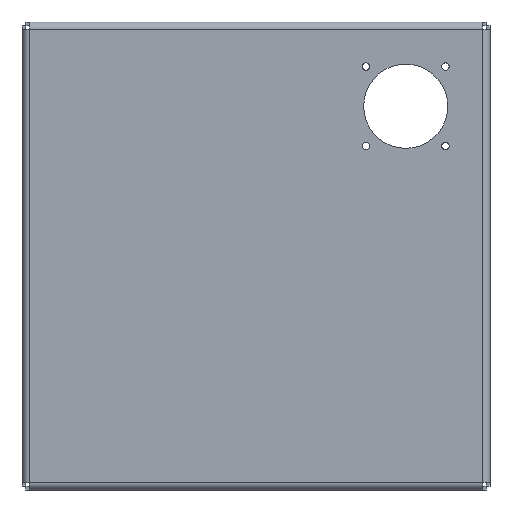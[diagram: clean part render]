
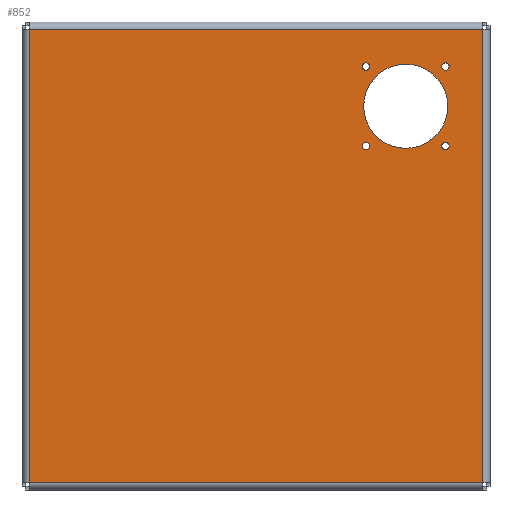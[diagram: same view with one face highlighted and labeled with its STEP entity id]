
A CAD part, front view. The second image highlights one B-rep face of the part: STEP entity #852.
In plain terms, the highlighted planar face has unit normal (0, -1, 0).
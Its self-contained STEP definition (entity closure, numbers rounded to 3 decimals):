
#15=FACE_BOUND('',#164,.T.);
#16=FACE_BOUND('',#165,.T.);
#17=FACE_BOUND('',#166,.T.);
#18=FACE_BOUND('',#167,.T.);
#19=FACE_BOUND('',#168,.T.);
#61=PLANE('',#943);
#112=FACE_OUTER_BOUND('',#163,.T.);
#163=EDGE_LOOP('',(#772,#773,#774,#775));
#164=EDGE_LOOP('',(#776));
#165=EDGE_LOOP('',(#777));
#166=EDGE_LOOP('',(#778));
#167=EDGE_LOOP('',(#779));
#168=EDGE_LOOP('',(#780));
#201=LINE('',#1272,#290);
#222=LINE('',#1322,#311);
#243=LINE('',#1372,#332);
#263=LINE('',#1419,#352);
#290=VECTOR('',#1031,10.);
#311=VECTOR('',#1082,10.);
#332=VECTOR('',#1133,10.);
#352=VECTOR('',#1183,10.);
#353=CIRCLE('',#869,2.);
#355=CIRCLE('',#872,2.);
#357=CIRCLE('',#875,2.);
#359=CIRCLE('',#878,22.5);
#361=CIRCLE('',#881,2.);
#379=VERTEX_POINT('',#1192);
#381=VERTEX_POINT('',#1198);
#383=VERTEX_POINT('',#1204);
#385=VERTEX_POINT('',#1210);
#387=VERTEX_POINT('',#1216);
#401=VERTEX_POINT('',#1253);
#402=VERTEX_POINT('',#1257);
#416=VERTEX_POINT('',#1305);
#430=VERTEX_POINT('',#1357);
#445=EDGE_CURVE('',#379,#379,#353,.T.);
#448=EDGE_CURVE('',#381,#381,#355,.T.);
#451=EDGE_CURVE('',#383,#383,#357,.T.);
#454=EDGE_CURVE('',#385,#385,#359,.T.);
#457=EDGE_CURVE('',#387,#387,#361,.T.);
#485=EDGE_CURVE('',#402,#401,#201,.T.);
#510=EDGE_CURVE('',#401,#416,#222,.T.);
#535=EDGE_CURVE('',#430,#402,#243,.T.);
#559=EDGE_CURVE('',#416,#430,#263,.T.);
#772=ORIENTED_EDGE('',*,*,#485,.T.);
#773=ORIENTED_EDGE('',*,*,#510,.T.);
#774=ORIENTED_EDGE('',*,*,#559,.T.);
#775=ORIENTED_EDGE('',*,*,#535,.T.);
#776=ORIENTED_EDGE('',*,*,#445,.T.);
#777=ORIENTED_EDGE('',*,*,#448,.T.);
#778=ORIENTED_EDGE('',*,*,#451,.T.);
#779=ORIENTED_EDGE('',*,*,#454,.T.);
#780=ORIENTED_EDGE('',*,*,#457,.T.);
#852=ADVANCED_FACE('',(#112,#15,#16,#17,#18,#19),#61,.F.);
#869=AXIS2_PLACEMENT_3D('',#1193,#949,#950);
#872=AXIS2_PLACEMENT_3D('',#1199,#956,#957);
#875=AXIS2_PLACEMENT_3D('',#1205,#963,#964);
#878=AXIS2_PLACEMENT_3D('',#1211,#970,#971);
#881=AXIS2_PLACEMENT_3D('',#1217,#977,#978);
#943=AXIS2_PLACEMENT_3D('',#1421,#1186,#1187);
#949=DIRECTION('center_axis',(0.,1.,0.));
#950=DIRECTION('ref_axis',(1.,0.,0.));
#956=DIRECTION('center_axis',(0.,1.,0.));
#957=DIRECTION('ref_axis',(1.,0.,0.));
#963=DIRECTION('center_axis',(0.,1.,0.));
#964=DIRECTION('ref_axis',(1.,0.,0.));
#970=DIRECTION('center_axis',(0.,1.,0.));
#971=DIRECTION('ref_axis',(1.,0.,0.));
#977=DIRECTION('center_axis',(0.,1.,0.));
#978=DIRECTION('ref_axis',(1.,0.,0.));
#1031=DIRECTION('',(1.,0.,0.));
#1082=DIRECTION('',(0.,0.,1.));
#1133=DIRECTION('',(0.,0.,-1.));
#1183=DIRECTION('',(-1.,0.,0.));
#1186=DIRECTION('center_axis',(0.,1.,0.));
#1187=DIRECTION('ref_axis',(1.,0.,0.));
#1192=CARTESIAN_POINT('',(56.787,0.,101.213));
#1193=CARTESIAN_POINT('Origin',(58.787,0.,101.213));
#1198=CARTESIAN_POINT('',(56.787,0.,58.787));
#1199=CARTESIAN_POINT('Origin',(58.787,0.,58.787));
#1204=CARTESIAN_POINT('',(99.213,0.,101.213));
#1205=CARTESIAN_POINT('Origin',(101.213,0.,101.213));
#1210=CARTESIAN_POINT('',(57.5,0.,80.));
#1211=CARTESIAN_POINT('Origin',(80.,0.,80.));
#1216=CARTESIAN_POINT('',(99.213,0.,58.787));
#1217=CARTESIAN_POINT('Origin',(101.213,0.,58.787));
#1253=CARTESIAN_POINT('',(121.,0.,-121.));
#1257=CARTESIAN_POINT('',(-121.,0.,-121.));
#1272=CARTESIAN_POINT('',(-60.5,0.,-121.));
#1305=CARTESIAN_POINT('',(121.,0.,121.));
#1322=CARTESIAN_POINT('',(121.,0.,-60.5));
#1357=CARTESIAN_POINT('',(-121.,0.,121.));
#1372=CARTESIAN_POINT('',(-121.,0.,60.5));
#1419=CARTESIAN_POINT('',(60.5,0.,121.));
#1421=CARTESIAN_POINT('Origin',(0.,0.,0.));
